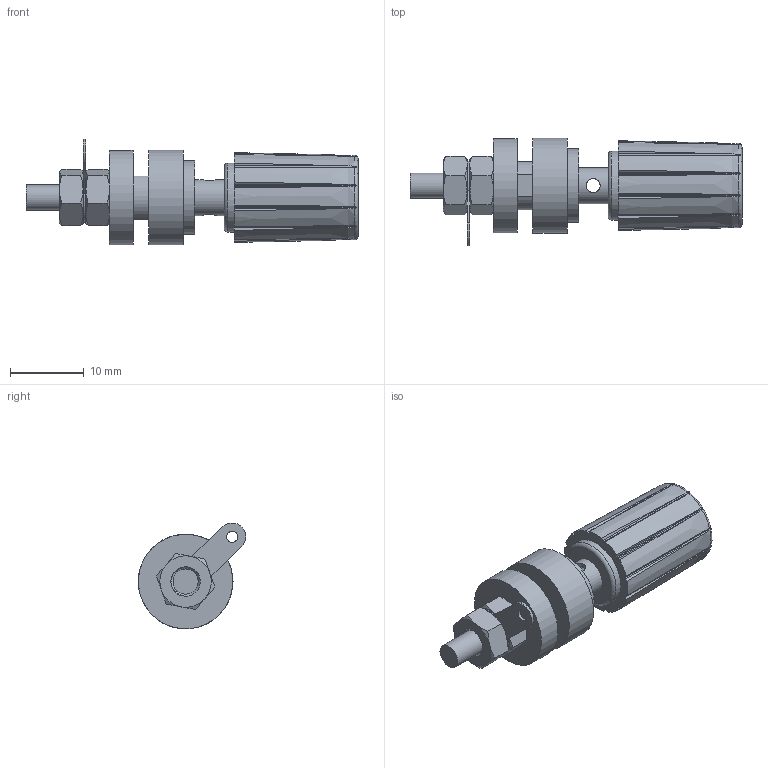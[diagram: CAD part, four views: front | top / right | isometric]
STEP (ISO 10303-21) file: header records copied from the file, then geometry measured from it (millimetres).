
FILE_DESCRIPTION(/* description */ (''),/* implementation_level */ '2;1');
FILE_NAME(/* name */ 'Banana jack (4mm).stp',/* time_stamp */ '2024-04-04T12:15:07+09:00',/* author */ ('k1020'),/* organization */ (''),/* preprocessor_version */ 'ST-DEVELOPER v18.1',/* originating_system */ 'Autodesk Inventor 2022',/* authorisation */ '');
FILE_SCHEMA (('AUTOMOTIVE_DESIGN { 1 0 10303 214 3 1 1 }'));
Length unit declared in the file: millimetre
Products named in the file (7): Banana jack (4mm); Metal rod; Front fixing part; Back washer; M4 nut; 4mm Banana Socket Terminal; solder_lug
Assembly tree (7 placements, depth 2):
  Banana jack (4mm)
    Metal rod
    Front fixing part
    Back washer
    M4 nut  x2
    4mm Banana Socket Terminal
    solder_lug
Bounding box: 45.14 x 14.64 x 14.4 mm (x, y, z)
Volume: 2979.7 mm3; surface area: 3495.3 mm2
Topology: 7 solids, 7 shells, 202 faces, 507 edges, 328 vertices
Faces by surface type: plane 81, cylinder 69, cone 45, bspline 4, torus 3
Full cylindrical faces by diameter (mm): 1.5 x1, 1.9 x2, 3.091 x4, 3.417 x1, 3.6 x1, 3.8 x1, 4 x8, 4.5 x1, 4.6 x1, 4.901 x1, 6 x1, 9.4 x1, 10 x1, 10.1 x1, 12.85 x1, 12.9 x1
Entity records: 6978 total; most frequent: CARTESIAN_POINT 2601, ORIENTED_EDGE 842, DIRECTION 816, EDGE_CURVE 421, AXIS2_PLACEMENT_3D 325, VERTEX_POINT 276, EDGE_LOOP 191, LINE 166
